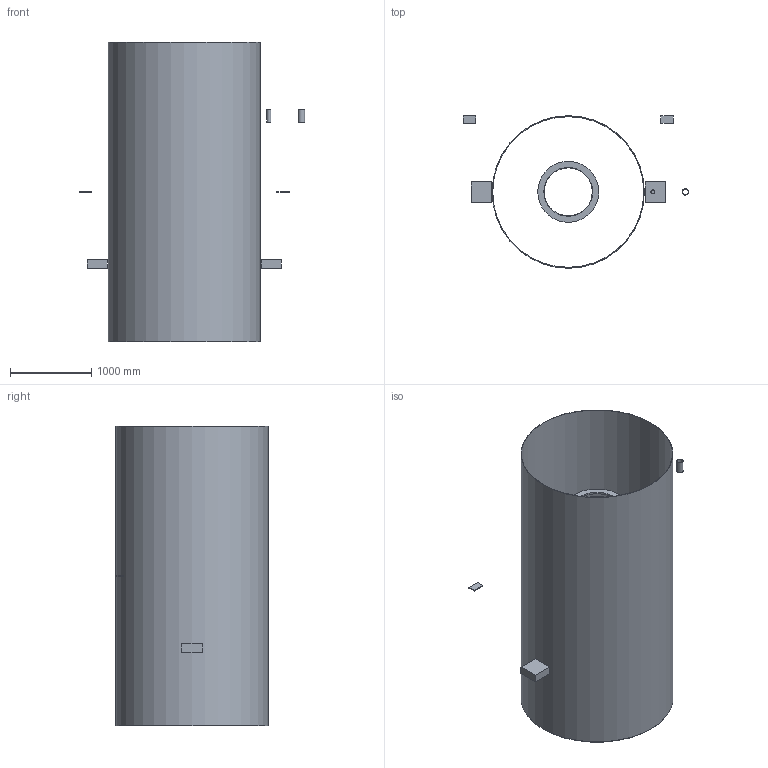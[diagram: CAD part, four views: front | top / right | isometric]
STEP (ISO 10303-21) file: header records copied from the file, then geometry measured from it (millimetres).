
FILE_DESCRIPTION(('Open CASCADE Model'),'2;1');
FILE_NAME('Open CASCADE Shape Model','2025-08-13T10:27:46',('Author'),( 'Open CASCADE'),'Open CASCADE STEP processor 7.8','build123d', 'Unknown');
FILE_SCHEMA(('AUTOMOTIVE_DESIGN { 1 0 10303 214 1 1 1 1 }'));
Length unit declared in the file: millimetre
Products named in the file (1): COMPOUND
Bounding box: 2769.4 x 1870 x 3680 mm (x, y, z)
Volume: 146481551.5 mm3; surface area: 44599102.1 mm2
Topology: 9 solids, 9 shells, 44 faces, 78 edges, 52 vertices
Faces by surface type: plane 34, cylinder 10
Full cylindrical faces by diameter (mm): 44 x1, 50 x1, 70 x1, 80 x1, 590 x1, 600 x2, 750 x1, 1858 x1, 1870 x1
Entity records: 2090 total; most frequent: DIRECTION 344, CARTESIAN_POINT 331, LINE 194, VECTOR 194, ORIENTED_EDGE 156, PCURVE 156, DEFINITIONAL_REPRESENTATION 156, EDGE_CURVE 78
